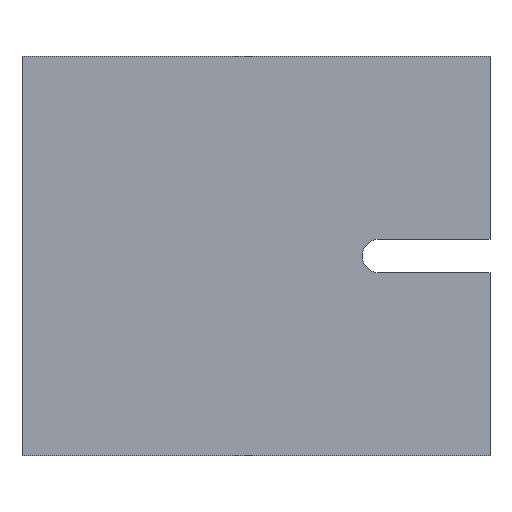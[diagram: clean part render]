
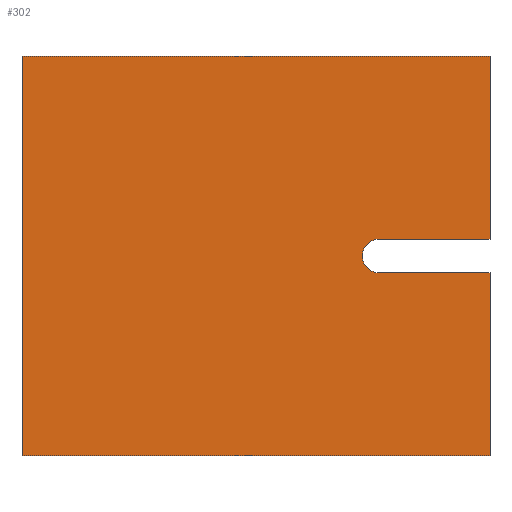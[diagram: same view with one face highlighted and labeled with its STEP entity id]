
A CAD part, front view. The second image highlights one B-rep face of the part: STEP entity #302.
In plain terms, the highlighted planar face has unit normal (0, -1, 0).
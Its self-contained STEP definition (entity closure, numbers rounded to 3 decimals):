
#17=PLANE('',#334);
#33=FACE_OUTER_BOUND('',#49,.T.);
#49=EDGE_LOOP('',(#230,#231,#232,#233,#234,#235,#236,#237));
#64=LINE('',#437,#104);
#69=LINE('',#447,#109);
#74=LINE('',#457,#114);
#75=LINE('',#459,#115);
#76=LINE('',#461,#116);
#77=LINE('',#463,#117);
#78=LINE('',#464,#118);
#104=VECTOR('',#359,10.);
#109=VECTOR('',#366,10.);
#114=VECTOR('',#373,10.);
#115=VECTOR('',#374,10.);
#116=VECTOR('',#375,10.);
#117=VECTOR('',#376,10.);
#118=VECTOR('',#377,10.);
#142=CIRCLE('',#330,0.5);
#144=VERTEX_POINT('',#427);
#145=VERTEX_POINT('',#428);
#148=VERTEX_POINT('',#436);
#152=VERTEX_POINT('',#446);
#156=VERTEX_POINT('',#456);
#157=VERTEX_POINT('',#458);
#158=VERTEX_POINT('',#460);
#159=VERTEX_POINT('',#462);
#172=EDGE_CURVE('',#144,#145,#142,.T.);
#176=EDGE_CURVE('',#145,#148,#64,.T.);
#181=EDGE_CURVE('',#152,#144,#69,.T.);
#186=EDGE_CURVE('',#148,#156,#74,.T.);
#187=EDGE_CURVE('',#156,#157,#75,.T.);
#188=EDGE_CURVE('',#157,#158,#76,.T.);
#189=EDGE_CURVE('',#158,#159,#77,.T.);
#190=EDGE_CURVE('',#159,#152,#78,.T.);
#230=ORIENTED_EDGE('',*,*,#181,.T.);
#231=ORIENTED_EDGE('',*,*,#172,.T.);
#232=ORIENTED_EDGE('',*,*,#176,.T.);
#233=ORIENTED_EDGE('',*,*,#186,.T.);
#234=ORIENTED_EDGE('',*,*,#187,.T.);
#235=ORIENTED_EDGE('',*,*,#188,.T.);
#236=ORIENTED_EDGE('',*,*,#189,.T.);
#237=ORIENTED_EDGE('',*,*,#190,.T.);
#302=ADVANCED_FACE('',(#33),#17,.T.);
#330=AXIS2_PLACEMENT_3D('',#429,#351,#352);
#334=AXIS2_PLACEMENT_3D('',#455,#371,#372);
#351=DIRECTION('center_axis',(0.,1.,0.));
#352=DIRECTION('ref_axis',(0.,0.,-1.));
#359=DIRECTION('',(1.,0.,0.));
#366=DIRECTION('',(-1.,0.,0.));
#371=DIRECTION('center_axis',(0.,-1.,0.));
#372=DIRECTION('ref_axis',(0.,0.,-1.));
#373=DIRECTION('',(0.,0.,1.));
#374=DIRECTION('',(-1.,0.,0.));
#375=DIRECTION('',(0.,0.,-1.));
#376=DIRECTION('',(1.,0.,0.));
#377=DIRECTION('',(0.,0.,1.));
#427=CARTESIAN_POINT('',(9.175,-1.4,-4.975));
#428=CARTESIAN_POINT('',(9.175,-1.4,-3.975));
#429=CARTESIAN_POINT('Origin',(9.175,-1.4,-4.475));
#436=CARTESIAN_POINT('',(12.5,-1.4,-3.975));
#437=CARTESIAN_POINT('',(7.338,-1.4,-3.975));
#446=CARTESIAN_POINT('',(12.5,-1.4,-4.975));
#447=CARTESIAN_POINT('',(9.,-1.4,-4.975));
#455=CARTESIAN_POINT('Origin',(5.5,-1.4,-4.475));
#456=CARTESIAN_POINT('',(12.5,-1.4,1.5));
#457=CARTESIAN_POINT('',(12.5,-1.4,1.5));
#458=CARTESIAN_POINT('',(-1.5,-1.4,1.5));
#459=CARTESIAN_POINT('',(-1.5,-1.4,1.5));
#460=CARTESIAN_POINT('',(-1.5,-1.4,-10.45));
#461=CARTESIAN_POINT('',(-1.5,-1.4,1.5));
#462=CARTESIAN_POINT('',(12.5,-1.4,-10.45));
#463=CARTESIAN_POINT('',(-1.5,-1.4,-10.45));
#464=CARTESIAN_POINT('',(12.5,-1.4,1.5));
